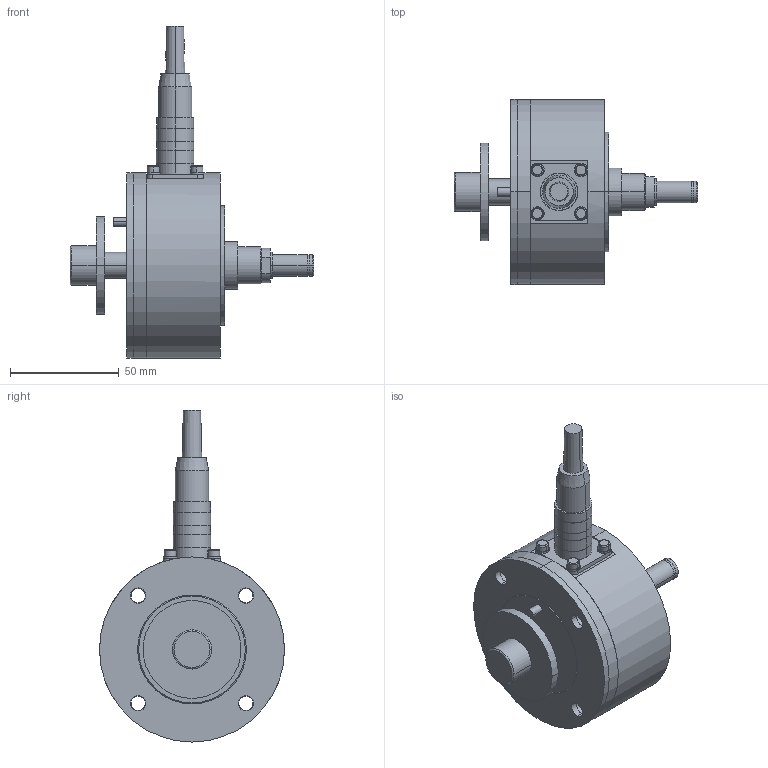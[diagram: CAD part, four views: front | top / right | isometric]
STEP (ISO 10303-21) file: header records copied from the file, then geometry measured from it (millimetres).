
FILE_DESCRIPTION((''),'2;1');
FILE_NAME('070727.2_-.stp','2019-12-25T15:23:44',(''),(''),'Mechanical Desktop 2009','Mechanical Desktop 2009',', , ');
FILE_SCHEMA(('CONFIG_CONTROL_DESIGN'));
Length unit declared in the file: millimetre
Products named in the file (26): ZEICHNUNG4; C0707272; C0709081; C0612056; C0709072; C0709073; I-6KT_SCHRAUBE_M6X30; SCHUTZKAPPE_M6_S5; GERÄTESTECKER_5POL_C091 31S005 100 2; FEDERRING_M3; I-6KT_SCHRAUBE_M3X8; KABELDOSE_MINI_5_POL; TEIL1; U-SCHEIBE_13_45X4A; U-SCHEIBE_13_45X4; I-6KT_SCHRAUBE_M12X25; I-6KT_SCHRAUBE_M12X25A; C0707275A; C0707275; C0709102A; C0709102; SPANNSTIFT_4X12; SPANNSTIFT_4X12A; RM_SDB; I-6KT_SCHRAUBE_M6X40; I-6KT_SCHRAUBE_M6X40A
Assembly tree (37 placements, depth 4):
  ZEICHNUNG4
    C0707272
      C0709081
        C0612056
        C0709072
        C0709073
        I-6KT_SCHRAUBE_M6X30  x4
        SCHUTZKAPPE_M6_S5  x4
        GERÄTESTECKER_5POL_C091 31S005 100 2
        FEDERRING_M3  x4
        I-6KT_SCHRAUBE_M3X8  x4
      KABELDOSE_MINI_5_POL
        TEIL1
      U-SCHEIBE_13_45X4A
        U-SCHEIBE_13_45X4
      I-6KT_SCHRAUBE_M12X25
        I-6KT_SCHRAUBE_M12X25A
      C0707275A
        C0707275
      C0709102A
        C0709102
      SPANNSTIFT_4X12
        SPANNSTIFT_4X12A
    RM_SDB  x3
  I-6KT_SCHRAUBE_M6X40
  I-6KT_SCHRAUBE_M6X40A
Bounding box: 112 x 85 x 152.5 mm (x, y, z)
Volume: 220147.7 mm3; surface area: 84519 mm2
Topology: 26 solids, 26 shells, 484 faces, 1075 edges, 689 vertices
Faces by surface type: cylinder 249, plane 149, cone 64, torus 18, sphere 4
Entity records: 11141 total; most frequent: DIRECTION 2079, CARTESIAN_POINT 1783, ORIENTED_EDGE 1574, AXIS2_PLACEMENT_3D 877, EDGE_CURVE 787, VERTEX_POINT 515, EDGE_LOOP 474, CIRCLE 459
